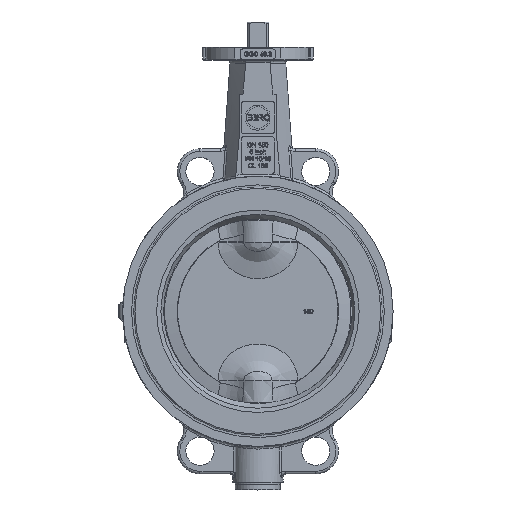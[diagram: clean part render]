
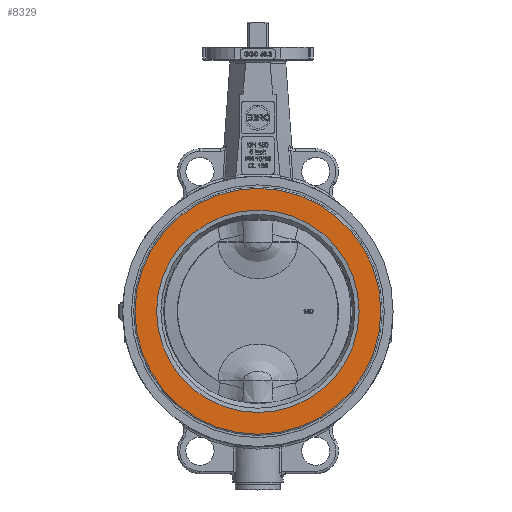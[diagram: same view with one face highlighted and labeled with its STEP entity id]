
A CAD part, top view. The second image highlights one B-rep face of the part: STEP entity #8329.
In plain terms, the highlighted planar face has unit normal (0, 0, 1).
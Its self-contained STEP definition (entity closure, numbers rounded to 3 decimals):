
#8278=CARTESIAN_POINT('',(-97.75,2.5,28.));
#8279=VERTEX_POINT('',#8278);
#8280=CARTESIAN_POINT('',(0.,2.5,28.));
#8281=DIRECTION('',(0.0,0.0,-1.0));
#8282=DIRECTION('',(1.0,0.0,0.0));
#8283=AXIS2_PLACEMENT_3D('',#8280,#8281,#8282);
#8284=CIRCLE('',#8283,97.75);
#8285=EDGE_CURVE('',#8279,#8279,#8284,.T.);
#8310=CARTESIAN_POINT('',(-89.625,2.5,28.));
#8311=DIRECTION('',(0.0,0.0,1.0));
#8312=DIRECTION('',(0.0,-1.0,0.0));
#8313=AXIS2_PLACEMENT_3D('',#8310,#8311,#8312);
#8314=PLANE('',#8313);
#8315=ORIENTED_EDGE('',*,*,#8285,.F.);
#8316=EDGE_LOOP('',(#8315));
#8317=FACE_OUTER_BOUND('',#8316,.T.);
#8318=CARTESIAN_POINT('',(-80.5,2.5,28.0));
#8319=VERTEX_POINT('',#8318);
#8320=CARTESIAN_POINT('',(0.,2.5,28.));
#8321=DIRECTION('',(0.0,0.0,1.0));
#8322=DIRECTION('',(-1.0,0.0,0.0));
#8323=AXIS2_PLACEMENT_3D('',#8320,#8321,#8322);
#8324=CIRCLE('',#8323,80.5);
#8325=EDGE_CURVE('',#8319,#8319,#8324,.T.);
#8326=ORIENTED_EDGE('',*,*,#8325,.F.);
#8327=EDGE_LOOP('',(#8326));
#8328=FACE_BOUND('',#8327,.T.);
#8329=ADVANCED_FACE('',(#8317,#8328),#8314,.T.);
